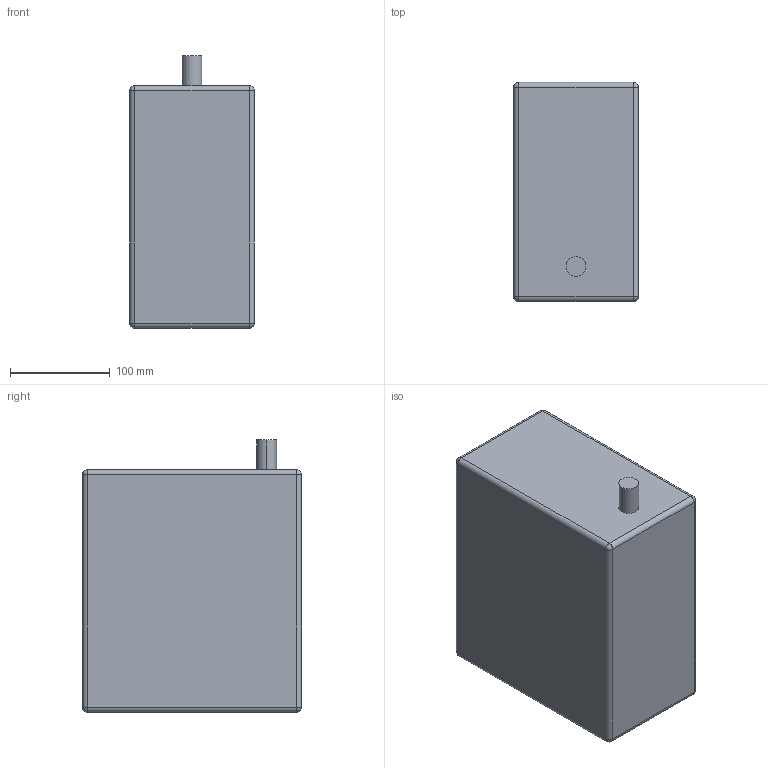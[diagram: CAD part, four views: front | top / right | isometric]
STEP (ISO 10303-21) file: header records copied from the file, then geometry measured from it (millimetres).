
FILE_DESCRIPTION (( 'STEP AP214' ), '1' );
FILE_NAME ('阨眊.STEP', '2021-05-26T08:28:29', ( '' ), ( '' ), 'SwSTEP 2.0', 'SolidWorks 2019', '' );
FILE_SCHEMA (( 'AUTOMOTIVE_DESIGN' ));
Length unit declared in the file: millimetre
Products named in the file (1): 阨眊
Bounding box: 125.5 x 220 x 273.5 mm (x, y, z)
Volume: 6719987.1 mm3; surface area: 220279.1 mm2
Topology: 1 solids, 1 shells, 29 faces, 62 edges, 28 vertices
Faces by surface type: cylinder 14, sphere 8, plane 7
Entity records: 738 total; most frequent: DIRECTION 142, CARTESIAN_POINT 112, ORIENTED_EDGE 108, AXIS2_PLACEMENT_3D 58, EDGE_CURVE 54, EDGE_LOOP 30, FACE_OUTER_BOUND 29, ADVANCED_FACE 29
